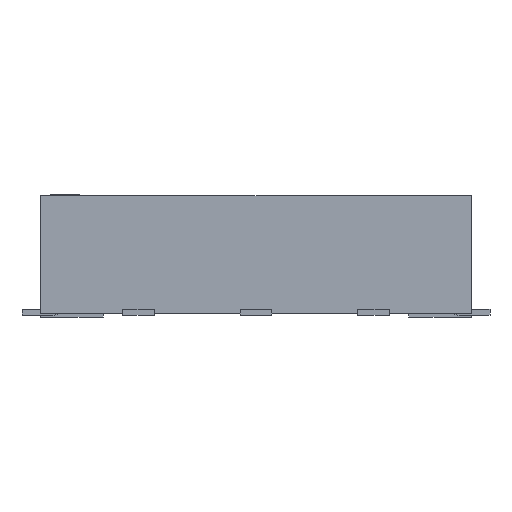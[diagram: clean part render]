
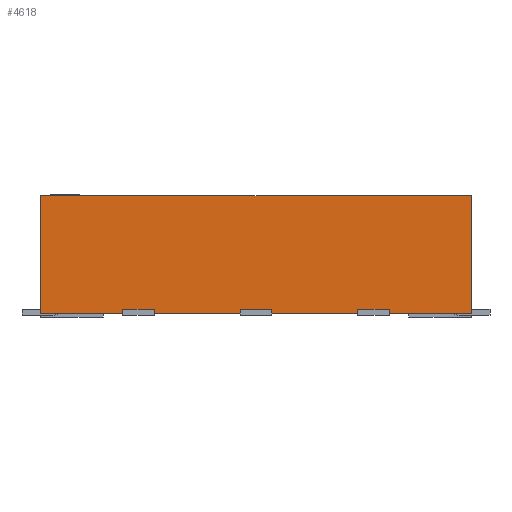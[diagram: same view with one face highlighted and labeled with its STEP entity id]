
A CAD part, front view. The second image highlights one B-rep face of the part: STEP entity #4618.
In plain terms, the highlighted planar face has unit normal (0, -1, 0).
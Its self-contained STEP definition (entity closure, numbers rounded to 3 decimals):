
#4177 = VERTEX_POINT('',#4178);
#4178 = CARTESIAN_POINT('',(-0.4,-0.385,0.135));
#4184 = EDGE_CURVE('',#4185,#4177,#4187,.T.);
#4185 = VERTEX_POINT('',#4186);
#4186 = CARTESIAN_POINT('',(-0.4,-0.385,0.035));
#4187 = LINE('',#4188,#4189);
#4188 = CARTESIAN_POINT('',(-0.4,-0.385,1.535));
#4189 = VECTOR('',#4190,1.);
#4190 = DIRECTION('',(0.,0.,1.));
#4208 = VERTEX_POINT('',#4209);
#4209 = CARTESIAN_POINT('',(0.4,-0.385,0.135));
#4215 = EDGE_CURVE('',#4177,#4208,#4216,.T.);
#4216 = LINE('',#4217,#4218);
#4217 = CARTESIAN_POINT('',(0.,-0.385,0.135));
#4218 = VECTOR('',#4219,1.);
#4219 = DIRECTION('',(1.,0.,0.));
#4233 = VERTEX_POINT('',#4234);
#4234 = CARTESIAN_POINT('',(0.4,-0.385,0.035));
#4240 = EDGE_CURVE('',#4208,#4233,#4241,.T.);
#4241 = LINE('',#4242,#4243);
#4242 = CARTESIAN_POINT('',(0.4,-0.385,1.535));
#4243 = VECTOR('',#4244,1.);
#4244 = DIRECTION('',(0.,0.,-1.));
#4260 = VERTEX_POINT('',#4261);
#4261 = CARTESIAN_POINT('',(2.6,-0.385,0.135));
#4267 = EDGE_CURVE('',#4268,#4260,#4270,.T.);
#4268 = VERTEX_POINT('',#4269);
#4269 = CARTESIAN_POINT('',(2.6,-0.385,0.035));
#4270 = LINE('',#4271,#4272);
#4271 = CARTESIAN_POINT('',(2.6,-0.385,1.535));
#4272 = VECTOR('',#4273,1.);
#4273 = DIRECTION('',(0.,0.,1.));
#4291 = VERTEX_POINT('',#4292);
#4292 = CARTESIAN_POINT('',(3.4,-0.385,0.135));
#4298 = EDGE_CURVE('',#4260,#4291,#4299,.T.);
#4299 = LINE('',#4300,#4301);
#4300 = CARTESIAN_POINT('',(0.,-0.385,0.135));
#4301 = VECTOR('',#4302,1.);
#4302 = DIRECTION('',(1.,0.,0.));
#4316 = VERTEX_POINT('',#4317);
#4317 = CARTESIAN_POINT('',(3.4,-0.385,0.035));
#4323 = EDGE_CURVE('',#4291,#4316,#4324,.T.);
#4324 = LINE('',#4325,#4326);
#4325 = CARTESIAN_POINT('',(3.4,-0.385,1.535));
#4326 = VECTOR('',#4327,1.);
#4327 = DIRECTION('',(0.,0.,-1.));
#4352 = VERTEX_POINT('',#4353);
#4353 = CARTESIAN_POINT('',(5.5,-0.385,3.035));
#4359 = EDGE_CURVE('',#4360,#4352,#4362,.T.);
#4360 = VERTEX_POINT('',#4361);
#4361 = CARTESIAN_POINT('',(5.5,-0.385,0.035));
#4362 = LINE('',#4363,#4364);
#4363 = CARTESIAN_POINT('',(5.5,-0.385,1.535));
#4364 = VECTOR('',#4365,1.);
#4365 = DIRECTION('',(0.,0.,1.));
#4426 = VERTEX_POINT('',#4427);
#4427 = CARTESIAN_POINT('',(-5.5,-0.385,3.035));
#4433 = EDGE_CURVE('',#4352,#4426,#4434,.T.);
#4434 = LINE('',#4435,#4436);
#4435 = CARTESIAN_POINT('',(0.,-0.385,3.035));
#4436 = VECTOR('',#4437,1.);
#4437 = DIRECTION('',(-1.,0.,0.));
#4448 = EDGE_CURVE('',#4426,#4449,#4451,.T.);
#4449 = VERTEX_POINT('',#4450);
#4450 = CARTESIAN_POINT('',(-5.5,-0.385,0.035));
#4451 = LINE('',#4452,#4453);
#4452 = CARTESIAN_POINT('',(-5.5,-0.385,1.535));
#4453 = VECTOR('',#4454,1.);
#4454 = DIRECTION('',(0.,0.,-1.));
#4484 = VERTEX_POINT('',#4485);
#4485 = CARTESIAN_POINT('',(-3.4,-0.385,0.035));
#4491 = EDGE_CURVE('',#4449,#4484,#4492,.T.);
#4492 = LINE('',#4493,#4494);
#4493 = CARTESIAN_POINT('',(0.,-0.385,0.035));
#4494 = VECTOR('',#4495,1.);
#4495 = DIRECTION('',(1.,0.,0.));
#4512 = EDGE_CURVE('',#4316,#4360,#4513,.T.);
#4513 = LINE('',#4514,#4515);
#4514 = CARTESIAN_POINT('',(0.,-0.385,0.035));
#4515 = VECTOR('',#4516,1.);
#4516 = DIRECTION('',(1.,0.,0.));
#4521 = EDGE_CURVE('',#4233,#4268,#4522,.T.);
#4522 = LINE('',#4523,#4524);
#4523 = CARTESIAN_POINT('',(0.,-0.385,0.035));
#4524 = VECTOR('',#4525,1.);
#4525 = DIRECTION('',(1.,0.,0.));
#4530 = EDGE_CURVE('',#4531,#4185,#4533,.T.);
#4531 = VERTEX_POINT('',#4532);
#4532 = CARTESIAN_POINT('',(-2.6,-0.385,0.035));
#4533 = LINE('',#4534,#4535);
#4534 = CARTESIAN_POINT('',(0.,-0.385,0.035));
#4535 = VECTOR('',#4536,1.);
#4536 = DIRECTION('',(1.,0.,0.));
#4556 = VERTEX_POINT('',#4557);
#4557 = CARTESIAN_POINT('',(-3.4,-0.385,0.135));
#4563 = EDGE_CURVE('',#4484,#4556,#4564,.T.);
#4564 = LINE('',#4565,#4566);
#4565 = CARTESIAN_POINT('',(-3.4,-0.385,1.535));
#4566 = VECTOR('',#4567,1.);
#4567 = DIRECTION('',(0.,0.,1.));
#4580 = VERTEX_POINT('',#4581);
#4581 = CARTESIAN_POINT('',(-2.6,-0.385,0.135));
#4587 = EDGE_CURVE('',#4556,#4580,#4588,.T.);
#4588 = LINE('',#4589,#4590);
#4589 = CARTESIAN_POINT('',(0.,-0.385,0.135));
#4590 = VECTOR('',#4591,1.);
#4591 = DIRECTION('',(1.,0.,0.));
#4605 = EDGE_CURVE('',#4580,#4531,#4606,.T.);
#4606 = LINE('',#4607,#4608);
#4607 = CARTESIAN_POINT('',(-2.6,-0.385,1.535));
#4608 = VECTOR('',#4609,1.);
#4609 = DIRECTION('',(0.,0.,-1.));
#4618 = ADVANCED_FACE('',(#4619),#4637,.T.);
#4619 = FACE_BOUND('',#4620,.T.);
#4620 = EDGE_LOOP('',(#4621,#4622,#4623,#4624,#4625,#4626,#4627,#4628,
    #4629,#4630,#4631,#4632,#4633,#4634,#4635,#4636));
#4621 = ORIENTED_EDGE('',*,*,#4587,.T.);
#4622 = ORIENTED_EDGE('',*,*,#4605,.T.);
#4623 = ORIENTED_EDGE('',*,*,#4530,.T.);
#4624 = ORIENTED_EDGE('',*,*,#4184,.T.);
#4625 = ORIENTED_EDGE('',*,*,#4215,.T.);
#4626 = ORIENTED_EDGE('',*,*,#4240,.T.);
#4627 = ORIENTED_EDGE('',*,*,#4521,.T.);
#4628 = ORIENTED_EDGE('',*,*,#4267,.T.);
#4629 = ORIENTED_EDGE('',*,*,#4298,.T.);
#4630 = ORIENTED_EDGE('',*,*,#4323,.T.);
#4631 = ORIENTED_EDGE('',*,*,#4512,.T.);
#4632 = ORIENTED_EDGE('',*,*,#4359,.T.);
#4633 = ORIENTED_EDGE('',*,*,#4433,.T.);
#4634 = ORIENTED_EDGE('',*,*,#4448,.T.);
#4635 = ORIENTED_EDGE('',*,*,#4491,.T.);
#4636 = ORIENTED_EDGE('',*,*,#4563,.T.);
#4637 = PLANE('',#4638);
#4638 = AXIS2_PLACEMENT_3D('',#4639,#4640,#4641);
#4639 = CARTESIAN_POINT('',(0.,-0.385,1.535));
#4640 = DIRECTION('',(0.,-1.,0.));
#4641 = DIRECTION('',(1.,0.,0.));
